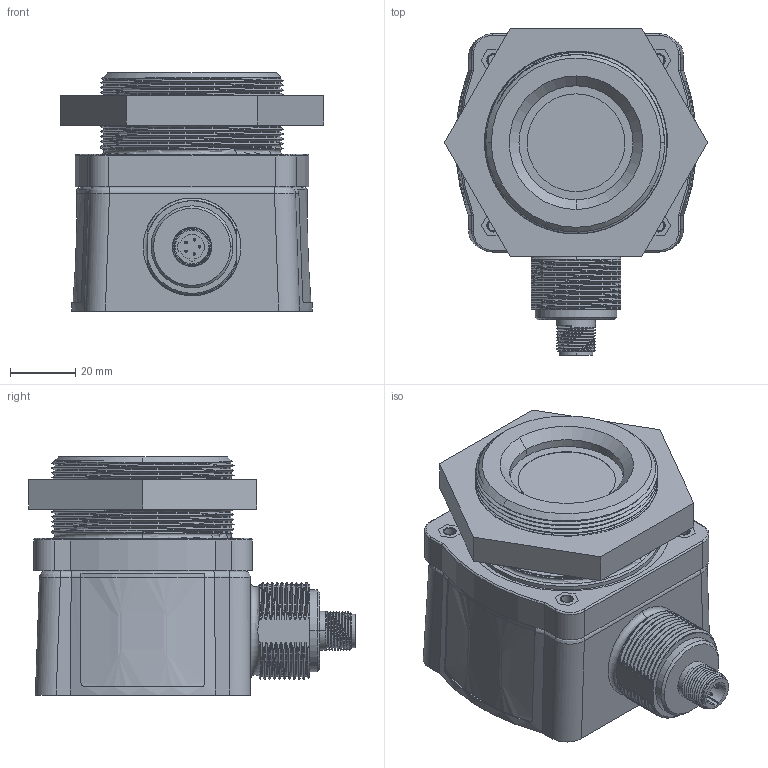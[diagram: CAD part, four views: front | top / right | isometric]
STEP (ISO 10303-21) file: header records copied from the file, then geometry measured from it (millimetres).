
FILE_DESCRIPTION((''),'2;1');
FILE_NAME('159645_ASM','2012-11-05T',('banengservice'),('BANNER ENGINEERING'),'PRO/ENGINEER BY PARAMETRIC TECHNOLOGY CORPORATION, 2009141','PRO/ENGINEER BY PARAMETRIC TECHNOLOGY CORPORATION, 2009141','');
FILE_SCHEMA(('CONFIG_CONTROL_DESIGN'));
Products named in the file (15): 70107; 70143; 70106; 70224; 70105; 108894_NO_BTNS; 116005; 15260; 30498; 119871; D00018; 119871_ASM; M4X40SHCS; 119873; 159645_ASM
Assembly tree (21 placements, depth 3):
  159645_ASM
    70107
    70143
    70106
    70224  x2
    70105
    108894_NO_BTNS
    116005
    15260
    30498
    119871_ASM
      119871
      D00018  x4
    M4X40SHCS  x4
    119873
Bounding box: 80.83 x 100.15 x 73.11 mm (x, y, z)
Volume: 161456.3 mm3; surface area: 106358.7 mm2
Topology: 20 solids, 29 shells, 1694 faces, 4354 edges, 2847 vertices
Faces by surface type: plane 791, cylinder 459, bspline 158, extrusion 155, cone 94, torus 37
Entity records: 84964 total; most frequent: CARTESIAN_POINT 47114, ORIENTED_EDGE 8168, DIRECTION 6869, EDGE_CURVE 4124, VERTEX_POINT 2699, VECTOR 2495, LINE 2340, AXIS2_PLACEMENT_3D 2187
